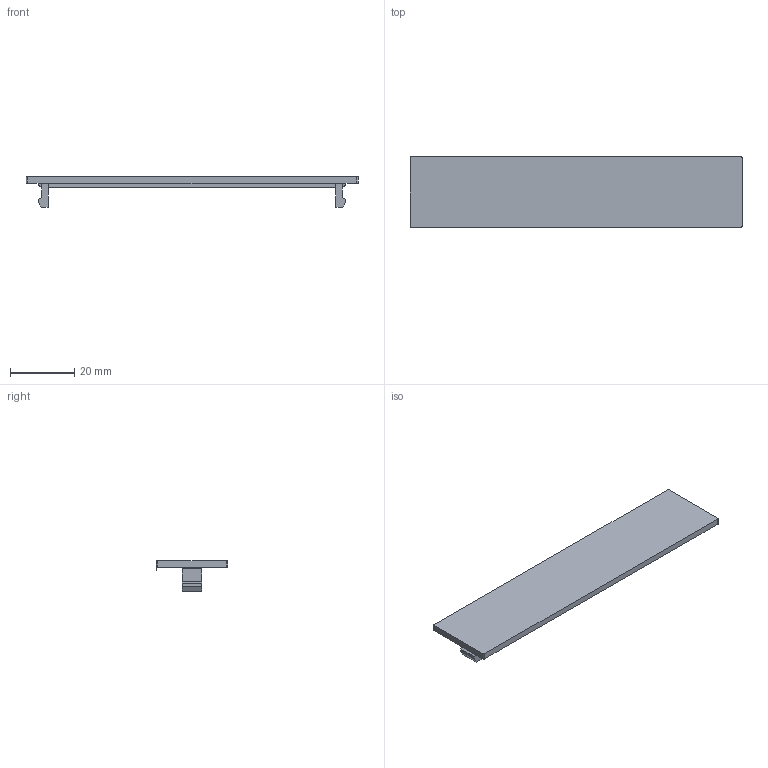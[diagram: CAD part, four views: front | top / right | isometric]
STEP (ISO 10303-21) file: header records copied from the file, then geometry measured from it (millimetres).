
FILE_DESCRIPTION(('FreeCAD Model'),'2;1');
FILE_NAME('Open CASCADE Shape Model','2021-10-21T09:44:11',('Author'),( ''),'Open CASCADE STEP processor 7.5','FreeCAD','Unknown');
FILE_SCHEMA(('AUTOMOTIVE_DESIGN { 1 0 10303 214 1 1 1 1 }'));
Length unit declared in the file: millimetre
Products named in the file (1): Cover_Keyboard
Bounding box: 103.2 x 22.2 x 9.5 mm (x, y, z)
Volume: 5014.8 mm3; surface area: 5550.7 mm2
Topology: 1 solids, 1 shells, 42 faces, 122 edges, 80 vertices
Faces by surface type: plane 32, cylinder 10
Full cylindrical faces by diameter (mm): 1 x2
Entity records: 3002 total; most frequent: CARTESIAN_POINT 579, DIRECTION 458, LINE 304, VECTOR 304, ORIENTED_EDGE 240, PCURVE 240, DEFINITIONAL_REPRESENTATION 240, EDGE_CURVE 120
